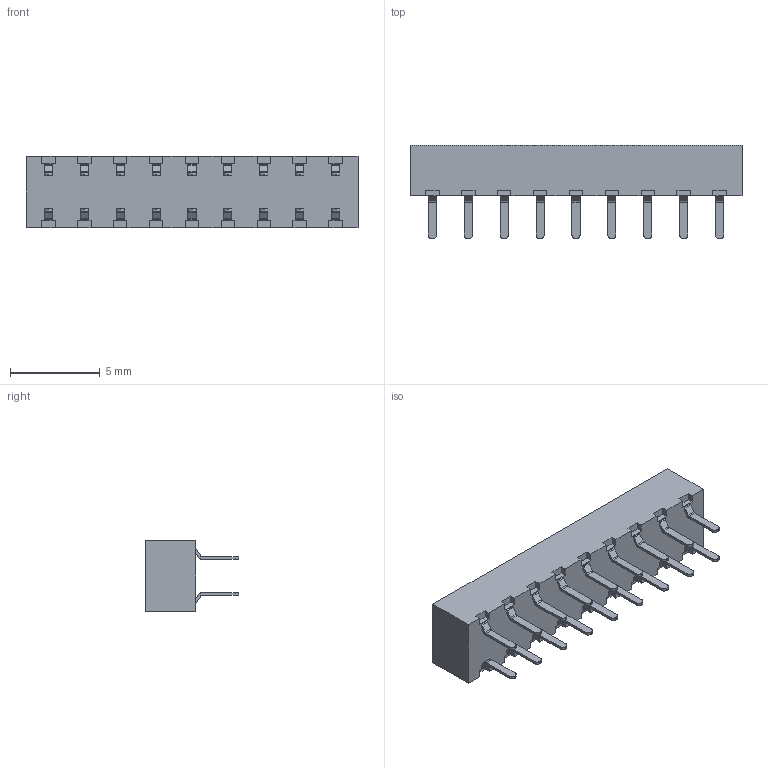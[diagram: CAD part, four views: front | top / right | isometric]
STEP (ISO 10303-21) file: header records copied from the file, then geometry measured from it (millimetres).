
FILE_DESCRIPTION( ('This file contains a STEP AP42 implementation' ,'as created by ZW3D STEP Interface translator.') ,'2;1' );
FILE_NAME( '2228-2XXSXXCUNX1.stp' ,'23 414. 93459', (''), ('ZWCAD Software Co.'), 'Version 1.0', 'ZW3D to STEP translator', '' );
FILE_SCHEMA(('AUTOMOTIVE_DESIGN { 1 0 10303 214 1 1 1 1 }'));
Length unit declared in the file: millimetre
Products named in the file (2): 0; 2228-220SXXUCNX1
Bounding box: 18.5 x 5.2 x 4 mm (x, y, z)
Volume: 160 mm3; surface area: 706.8 mm2
Topology: 1 solids, 1 shells, 1626 faces, 4408 edges, 2838 vertices
Faces by surface type: plane 1104, bspline 270, cylinder 252
Entity records: 70639 total; most frequent: CARTESIAN_POINT 37761, ORIENTED_EDGE 8852, EDGE_CURVE 4408, B_SPLINE_CURVE_WITH_KNOTS 4262, DIRECTION 2860, VERTEX_POINT 2838, EDGE_LOOP 1680, FACE_OUTER_BOUND 1626
